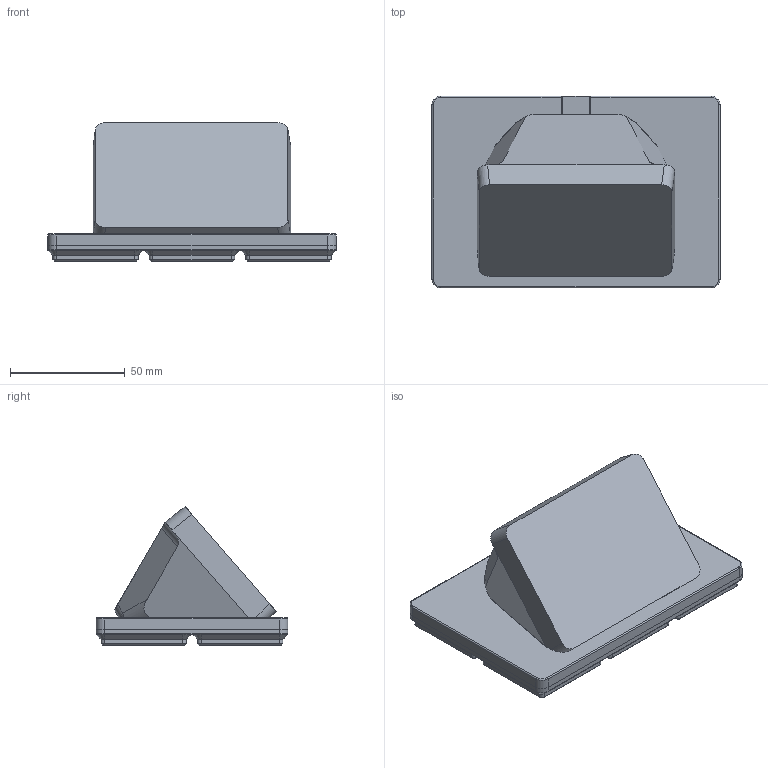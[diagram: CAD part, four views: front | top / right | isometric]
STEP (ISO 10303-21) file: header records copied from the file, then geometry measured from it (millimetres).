
FILE_DESCRIPTION(/* description */ ('','CAx-IF Rec.Pracs.---Representation and Presentation of Product Manufacturing Information (PMI)---4.0---2014-10-13'),/* implementation_level */ '2;1');
FILE_NAME(/* name */ 'stream_deck_mini_gridfinity.step',/* time_stamp */ '2025-02-09T09:47:48-05:00',/* author */ (''),/* organization */ (''),/* preprocessor_version */ 'ST-DEVELOPER v20',/* originating_system */ 'Autodesk Translation Framework v13.20.0.188',/* authorisation */ '');
FILE_SCHEMA (('AP242_MANAGED_MODEL_BASED_3D_ENGINEERING_MIM_LF { 1 0 10303 442 1 1 4 }'));
Length unit declared in the file: millimetre
Products named in the file (1): Stream Deck Mini Gridfinity
Bounding box: 125.5 x 83.5 x 60.46 mm (x, y, z)
Volume: 258929.9 mm3; surface area: 82479.6 mm2
Topology: 9 solids, 9 shells, 455 faces, 1055 edges, 648 vertices
Faces by surface type: plane 230, cylinder 157, cone 48, bspline 16, torus 4
Full cylindrical faces by diameter (mm): 13.526 x12, 15.203 x12
Entity records: 19088 total; most frequent: CARTESIAN_POINT 8811, ORIENTED_EDGE 2110, DIRECTION 2097, EDGE_CURVE 1055, AXIS2_PLACEMENT_3D 726, VERTEX_POINT 648, LINE 645, VECTOR 645
